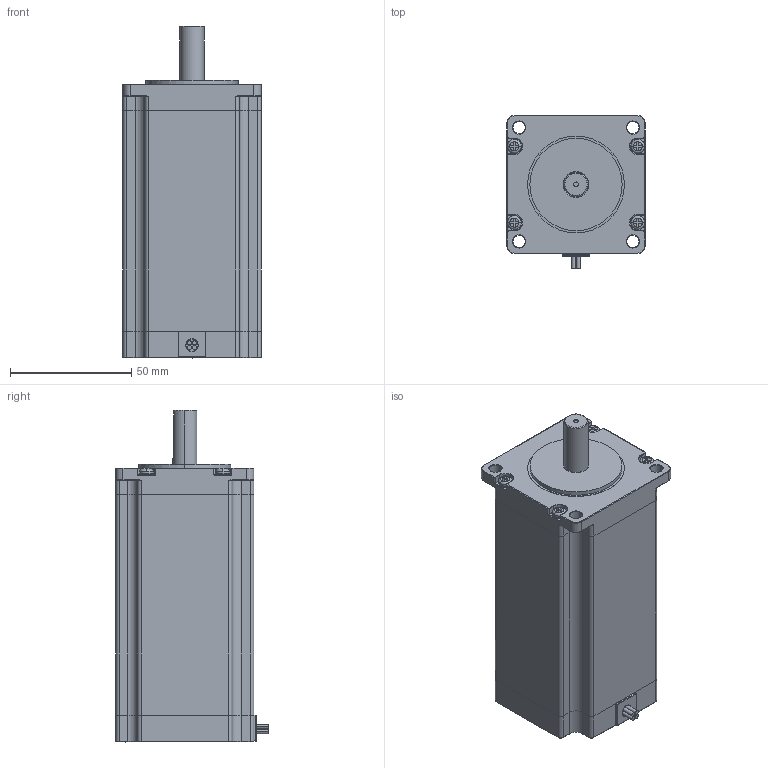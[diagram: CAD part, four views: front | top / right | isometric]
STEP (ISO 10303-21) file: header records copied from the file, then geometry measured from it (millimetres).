
FILE_DESCRIPTION (( 'STEP AP203' ), '1' );
FILE_NAME ('STEP Stepper 23HS45-4204S Nema 23 114mm.STEP', '2021-07-23T10:04:27', ( '' ), ( '' ), 'SwSTEP 2.0', 'SolidWorks 2021', '' );
FILE_SCHEMA (( 'CONFIG_CONTROL_DESIGN' ));
Length unit declared in the file: millimetre
Products named in the file (1): STEP Stepper 23HS45-4204S Nema 23 114mm
Bounding box: 57 x 63 x 137.11 mm (x, y, z)
Volume: 212083.7 mm3; surface area: 73228.5 mm2
Topology: 5 solids, 5 shells, 931 faces, 2360 edges, 1496 vertices
Faces by surface type: plane 393, bspline 223, cylinder 194, torus 108, cone 13
Entity records: 38694 total; most frequent: CARTESIAN_POINT 17361, ORIENTED_EDGE 4688, DIRECTION 3869, EDGE_CURVE 2344, VERTEX_POINT 1496, LINE 1341, VECTOR 1341, AXIS2_PLACEMENT_3D 1264
